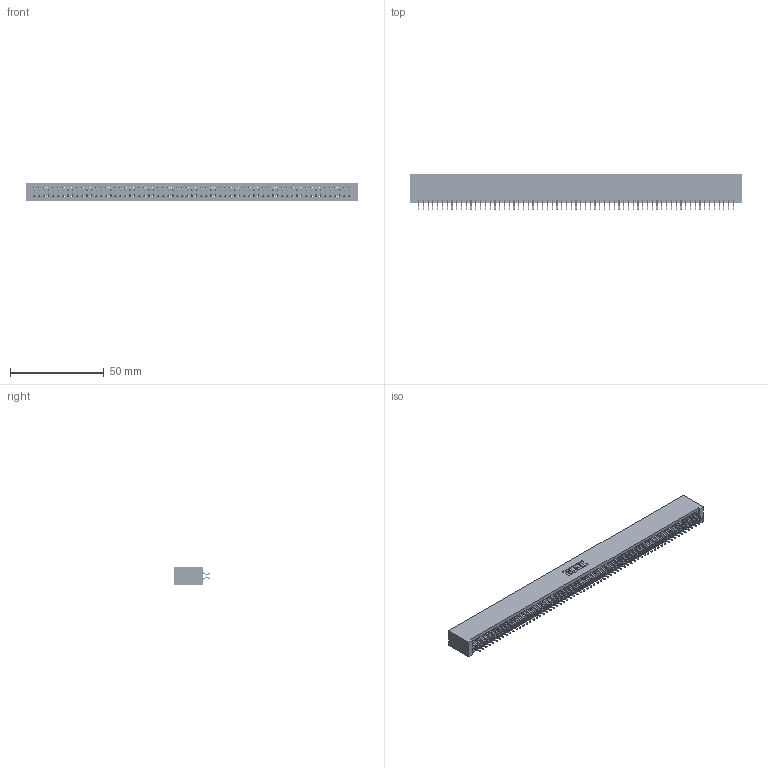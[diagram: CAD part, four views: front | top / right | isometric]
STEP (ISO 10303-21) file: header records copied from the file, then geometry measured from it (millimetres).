
FILE_DESCRIPTION (( 'STEP AP203' ), '1' );
FILE_NAME ('395-134-556-201.STEP', '2018-12-05T04:43:14', ( '' ), ( '' ), 'SwSTEP 2.0', 'SolidWorks 2016', '' );
FILE_SCHEMA (( 'CONFIG_CONTROL_DESIGN' ));
Length unit declared in the file: inch
Products named in the file (3): 395-134-556-201; 345 Part_No Mounting Lugs; 345-292-001_556 Tail
Assembly tree (135 placements, depth 2):
  395-134-556-201
    345 Part_No Mounting Lugs
    345-292-001_556 Tail  x134
Bounding box: 176.78 x 19.24 x 9.4 mm (x, y, z)
Volume: 18015.6 mm3; surface area: 27300.3 mm2
Topology: 135 solids, 135 shells, 7622 faces, 22695 edges, 14950 vertices
Faces by surface type: plane 5034, cylinder 2588
Entity records: 49147 total; most frequent: CARTESIAN_POINT 8228, ORIENTED_EDGE 8150, DIRECTION 7207, EDGE_CURVE 4075, LINE 3675, VECTOR 3675, VERTEX_POINT 2714, AXIS2_PLACEMENT_3D 1766
